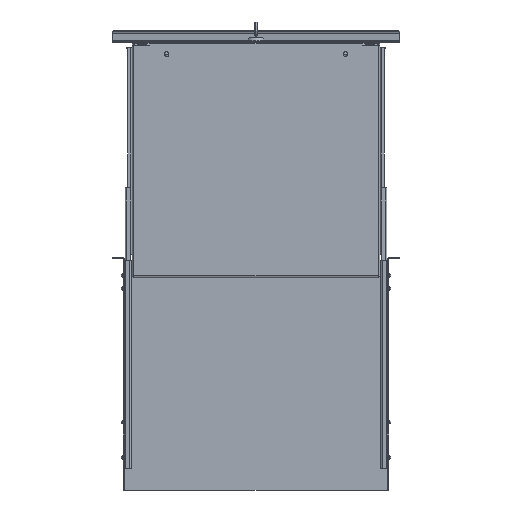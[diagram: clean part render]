
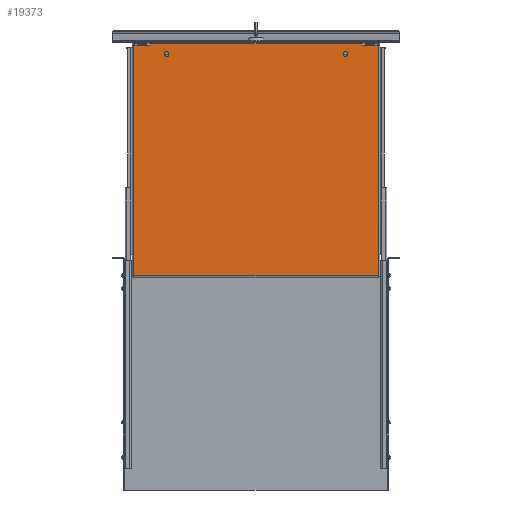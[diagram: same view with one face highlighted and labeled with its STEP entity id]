
A CAD part, front view. The second image highlights one B-rep face of the part: STEP entity #19373.
In plain terms, the highlighted planar face has unit normal (0, -1, 0).
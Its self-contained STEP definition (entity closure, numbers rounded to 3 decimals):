
#17286=CARTESIAN_POINT('',(-150.,-2.,-20.));
#17287=DIRECTION('',(0.,1.,0.));
#17288=DIRECTION('',(-1.,0.,0.));
#17289=AXIS2_PLACEMENT_3D('',#17286,#17287,#17288);
#17294=CARTESIAN_POINT('',(-150.,-2.,-20.));
#17295=DIRECTION('',(0.,1.,0.));
#17296=DIRECTION('',(1.,0.,0.));
#17297=AXIS2_PLACEMENT_3D('',#17294,#17295,#17296);
#17302=CARTESIAN_POINT('',(150.,-2.,-20.));
#17303=DIRECTION('',(0.,-1.,0.));
#17304=DIRECTION('',(1.,0.,0.));
#17305=AXIS2_PLACEMENT_3D('',#17302,#17303,#17304);
#17310=CARTESIAN_POINT('',(150.,-2.,-20.));
#17311=DIRECTION('',(0.,-1.,0.));
#17312=DIRECTION('',(-1.,0.,0.));
#17313=AXIS2_PLACEMENT_3D('',#17310,#17311,#17312);
#17318=DIRECTION('',(-1.,0.,0.));
#17319=VECTOR('',#17318,27.);
#17320=CARTESIAN_POINT('',(-178.,-2.,-5.));
#17321=LINE('',#17320,#17319);
#17325=DIRECTION('',(0.,0.,-1.));
#17326=VECTOR('',#17325,2.);
#17327=CARTESIAN_POINT('',(-178.,-2.,-3.));
#17328=LINE('',#17327,#17326);
#17332=DIRECTION('',(0.,0.,-1.));
#17333=VECTOR('',#17332,2.);
#17334=CARTESIAN_POINT('',(178.,-2.,-3.));
#17335=LINE('',#17334,#17333);
#17339=DIRECTION('',(1.,0.,0.));
#17340=VECTOR('',#17339,27.);
#17341=CARTESIAN_POINT('',(178.,-2.,-5.));
#17342=LINE('',#17341,#17340);
#17387=DIRECTION('',(1.,0.,0.));
#17388=VECTOR('',#17387,205.);
#17389=CARTESIAN_POINT('',(-205.,-2.,-392.));
#17390=LINE('',#17389,#17388);
#17394=DIRECTION('',(-1.,0.,0.));
#17395=VECTOR('',#17394,205.);
#17396=CARTESIAN_POINT('',(205.,-2.,-392.));
#17397=LINE('',#17396,#17395);
#18071=DIRECTION('',(0.,0.,-1.));
#18072=VECTOR('',#18071,387.);
#18073=CARTESIAN_POINT('',(-205.,-2.,-5.));
#18074=LINE('',#18073,#18072);
#18121=DIRECTION('',(1.,0.,0.));
#18122=VECTOR('',#18121,178.);
#18123=CARTESIAN_POINT('',(0.,-2.,-3.));
#18124=LINE('',#18123,#18122);
#18128=DIRECTION('',(-1.,0.,0.));
#18129=VECTOR('',#18128,178.);
#18130=CARTESIAN_POINT('',(0.,-2.,-3.));
#18131=LINE('',#18130,#18129);
#18347=DIRECTION('',(0.,0.,-1.));
#18348=VECTOR('',#18347,387.);
#18349=CARTESIAN_POINT('',(205.,-2.,-5.));
#18350=LINE('',#18349,#18348);
#18984=CARTESIAN_POINT('',(152.1,-2.,-20.));
#18985=CARTESIAN_POINT('',(147.9,-2.,-20.));
#18986=VERTEX_POINT('',#18984);
#18987=VERTEX_POINT('',#18985);
#18989=CARTESIAN_POINT('',(178.,-2.,-5.));
#18991=VERTEX_POINT('',#18989);
#18993=CARTESIAN_POINT('',(178.,-2.,-3.));
#18995=VERTEX_POINT('',#18993);
#19008=CARTESIAN_POINT('',(205.,-2.,-5.));
#19009=VERTEX_POINT('',#19008);
#19042=CARTESIAN_POINT('',(205.,-2.,-392.));
#19043=VERTEX_POINT('',#19042);
#19124=CARTESIAN_POINT('',(-152.1,-2.,-20.));
#19125=CARTESIAN_POINT('',(-147.9,-2.,-20.));
#19126=VERTEX_POINT('',#19124);
#19127=VERTEX_POINT('',#19125);
#19129=CARTESIAN_POINT('',(-178.,-2.,-5.));
#19131=VERTEX_POINT('',#19129);
#19133=CARTESIAN_POINT('',(-178.,-2.,-3.));
#19135=VERTEX_POINT('',#19133);
#19148=CARTESIAN_POINT('',(-205.,-2.,-5.));
#19149=VERTEX_POINT('',#19148);
#19182=CARTESIAN_POINT('',(-205.,-2.,-392.));
#19183=VERTEX_POINT('',#19182);
#19260=CARTESIAN_POINT('',(0.,-2.,-3.));
#19261=VERTEX_POINT('',#19260);
#19264=CARTESIAN_POINT('',(0.,-2.,-392.));
#19265=VERTEX_POINT('',#19264);
#19336=CARTESIAN_POINT('',(0.,-2.,0.));
#19337=DIRECTION('',(0.,1.,0.));
#19338=DIRECTION('',(1.,0.,0.));
#19339=AXIS2_PLACEMENT_3D('',#19336,#19337,#19338);
#19340=PLANE('',#19339);
#19342=ORIENTED_EDGE('',*,*,#19341,.T.);
#19344=ORIENTED_EDGE('',*,*,#19343,.F.);
#19346=ORIENTED_EDGE('',*,*,#19345,.F.);
#19348=ORIENTED_EDGE('',*,*,#19347,.F.);
#19350=ORIENTED_EDGE('',*,*,#19349,.F.);
#19352=ORIENTED_EDGE('',*,*,#19351,.F.);
#19354=ORIENTED_EDGE('',*,*,#19353,.T.);
#19356=ORIENTED_EDGE('',*,*,#19355,.T.);
#19358=ORIENTED_EDGE('',*,*,#19357,.T.);
#19360=ORIENTED_EDGE('',*,*,#19359,.T.);
#19361=EDGE_LOOP('',(#19342,#19344,#19346,#19348,#19350,#19352,#19354,#19356,
#19358,#19360));
#19362=FACE_OUTER_BOUND('',#19361,.F.);
#19364=ORIENTED_EDGE('',*,*,#19363,.T.);
#19366=ORIENTED_EDGE('',*,*,#19365,.T.);
#19367=EDGE_LOOP('',(#19364,#19366));
#19368=FACE_BOUND('',#19367,.F.);
#19369=ORIENTED_EDGE('',*,*,#19316,.F.);
#19370=ORIENTED_EDGE('',*,*,#19330,.F.);
#19371=EDGE_LOOP('',(#19369,#19370));
#19372=FACE_BOUND('',#19371,.F.);
#19373=ADVANCED_FACE('',(#19362,#19368,#19372),#19340,.F.);
#17290=CIRCLE('',#17289,2.1);
#17298=CIRCLE('',#17297,2.1);
#17306=CIRCLE('',#17305,2.1);
#17314=CIRCLE('',#17313,2.1);
#19316=EDGE_CURVE('',#19126,#19127,#17290,.T.);
#19330=EDGE_CURVE('',#19127,#19126,#17298,.T.);
#19341=EDGE_CURVE('',#19043,#19265,#17397,.T.);
#19343=EDGE_CURVE('',#19183,#19265,#17390,.T.);
#19345=EDGE_CURVE('',#19149,#19183,#18074,.T.);
#19347=EDGE_CURVE('',#19131,#19149,#17321,.T.);
#19349=EDGE_CURVE('',#19135,#19131,#17328,.T.);
#19351=EDGE_CURVE('',#19261,#19135,#18131,.T.);
#19353=EDGE_CURVE('',#19261,#18995,#18124,.T.);
#19355=EDGE_CURVE('',#18995,#18991,#17335,.T.);
#19357=EDGE_CURVE('',#18991,#19009,#17342,.T.);
#19359=EDGE_CURVE('',#19009,#19043,#18350,.T.);
#19363=EDGE_CURVE('',#18986,#18987,#17306,.T.);
#19365=EDGE_CURVE('',#18987,#18986,#17314,.T.);
